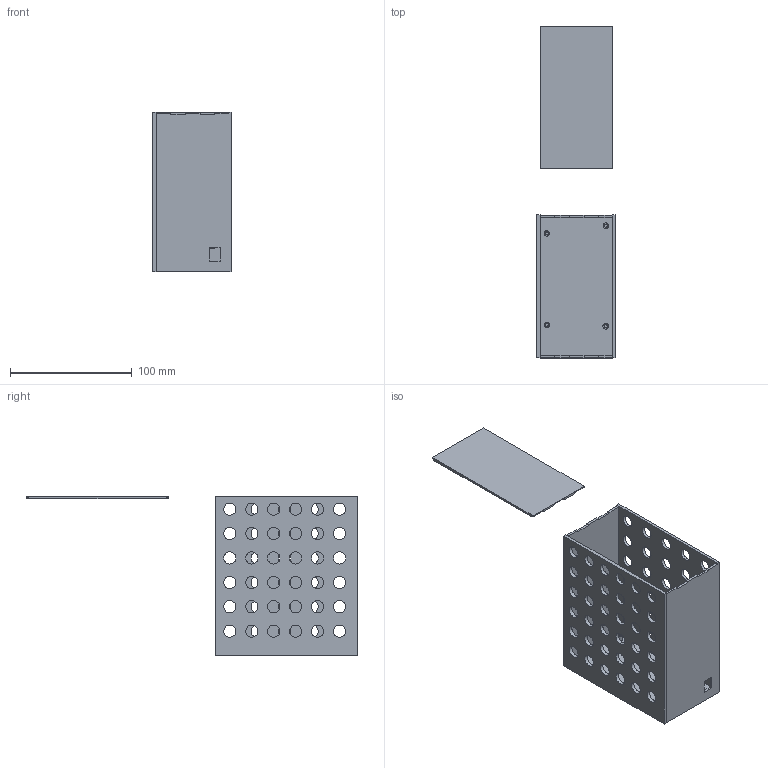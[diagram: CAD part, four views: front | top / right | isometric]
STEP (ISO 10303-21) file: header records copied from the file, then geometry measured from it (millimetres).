
FILE_DESCRIPTION(/* description */ ('','CAx-IF Rec.Pracs.---Representation and Presentation of Product Manufacturing Information (PMI)---4.0---2014-10-13'),/* implementation_level */ '2;1');
FILE_NAME(/* name */ 'Air Quality Monitor.step',/* time_stamp */ '2025-01-26T12:24:33+09:00',/* author */ (''),/* organization */ (''),/* preprocessor_version */ 'ST-DEVELOPER v20',/* originating_system */ 'Autodesk Translation Framework v13.20.0.188',/* authorisation */ '');
FILE_SCHEMA (('AP242_MANAGED_MODEL_BASED_3D_ENGINEERING_MIM_LF { 1 0 10303 442 1 1 4 }'));
Length unit declared in the file: millimetre
Products named in the file (1): Air Quality
Bounding box: 64.5 x 272.05 x 130.4 mm (x, y, z)
Volume: 122791.4 mm3; surface area: 116736.2 mm2
Topology: 2 solids, 2 shells, 150 faces, 424 edges, 286 vertices
Faces by surface type: plane 76, cylinder 74
Full cylindrical faces by diameter (mm): 2.529 x4, 4.402 x1, 4.446 x1, 4.447 x1, 4.566 x1, 10 x66
Entity records: 5220 total; most frequent: DIRECTION 874, CARTESIAN_POINT 861, ORIENTED_EDGE 848, EDGE_CURVE 424, AXIS2_PLACEMENT_3D 299, EDGE_LOOP 294, VERTEX_POINT 286, LINE 276
